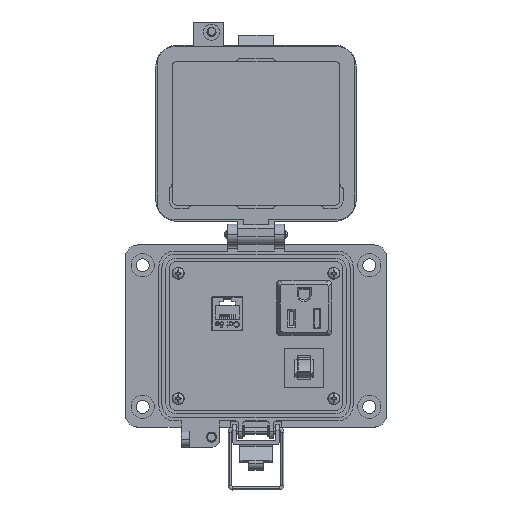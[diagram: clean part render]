
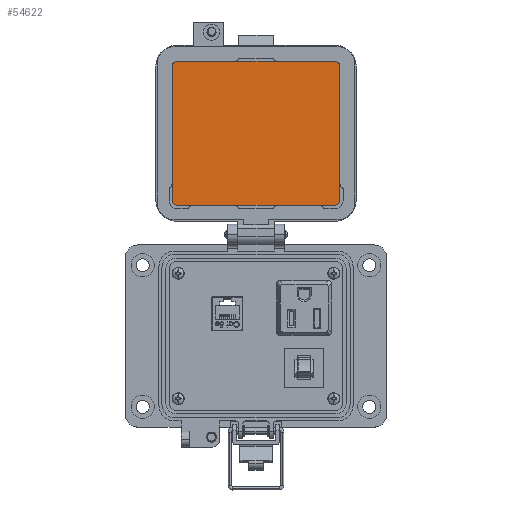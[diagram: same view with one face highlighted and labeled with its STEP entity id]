
A CAD part, top view. The second image highlights one B-rep face of the part: STEP entity #54622.
In plain terms, the highlighted planar face has unit normal (0, 0, 1).
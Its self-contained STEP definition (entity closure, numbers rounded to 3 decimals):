
#1087 = EDGE_CURVE ( 'NONE', #50900, #6641, #8035, .T. ) ;
#1281 = ORIENTED_EDGE ( 'NONE', *, *, #1087, .F. ) ;
#1289 = LINE ( 'NONE', #43663, #46028 ) ;
#2081 = EDGE_CURVE ( 'NONE', #38566, #27374, #9306, .T. ) ;
#2948 = ORIENTED_EDGE ( 'NONE', *, *, #40407, .F. ) ;
#4387 = DIRECTION ( 'NONE',  ( -1., 0., 0. ) ) ;
#6622 = CARTESIAN_POINT ( 'NONE',  ( 35.912, 57.705, 19.202 ) ) ;
#6641 = VERTEX_POINT ( 'NONE', #47937 ) ;
#7345 = ORIENTED_EDGE ( 'NONE', *, *, #51441, .F. ) ;
#7369 = FACE_OUTER_BOUND ( 'NONE', #38176, .T. ) ;
#7428 = AXIS2_PLACEMENT_3D ( 'NONE', #14030, #27120, #48731 ) ;
#8035 = CIRCLE ( 'NONE', #40528, 2.299 ) ;
#9026 = DIRECTION ( 'NONE',  ( -1., 0., 0. ) ) ;
#9306 = LINE ( 'NONE', #14878, #19440 ) ;
#9541 = CARTESIAN_POINT ( 'NONE',  ( 38.212, 93.196, 19.202 ) ) ;
#9930 = AXIS2_PLACEMENT_3D ( 'NONE', #35226, #30300, #4387 ) ;
#10248 = DIRECTION ( 'NONE',  ( 0., 1., 0. ) ) ;
#11487 = CARTESIAN_POINT ( 'NONE',  ( -42.469, 60.004, 19.202 ) ) ;
#13174 = DIRECTION ( 'NONE',  ( 0., 0., -1. ) ) ;
#13985 = CIRCLE ( 'NONE', #55882, 2.299 ) ;
#14030 = CARTESIAN_POINT ( 'NONE',  ( 35.912, 126.389, 19.202 ) ) ;
#14878 = CARTESIAN_POINT ( 'NONE',  ( -3.279, 128.688, 19.202 ) ) ;
#16398 = CARTESIAN_POINT ( 'NONE',  ( -42.469, 126.389, 19.202 ) ) ;
#17063 = ORIENTED_EDGE ( 'NONE', *, *, #25037, .F. ) ;
#18344 = VECTOR ( 'NONE', #39825, 1000. ) ;
#19006 = EDGE_CURVE ( 'NONE', #27374, #22169, #28589, .T. ) ;
#19440 = VECTOR ( 'NONE', #36508, 1000. ) ;
#20744 = DIRECTION ( 'NONE',  ( 0., -1., 0. ) ) ;
#22169 = VERTEX_POINT ( 'NONE', #55637 ) ;
#22343 = CARTESIAN_POINT ( 'NONE',  ( -42.469, 57.705, 19.202 ) ) ;
#24566 = DIRECTION ( 'NONE',  ( 1., 0., 0. ) ) ;
#24666 = AXIS2_PLACEMENT_3D ( 'NONE', #39140, #13174, #43490 ) ;
#25037 = EDGE_CURVE ( 'NONE', #22169, #44243, #52898, .T. ) ;
#25887 = VERTEX_POINT ( 'NONE', #6622 ) ;
#25966 = PLANE ( 'NONE',  #9930 ) ;
#27120 = DIRECTION ( 'NONE',  ( 0., 0., -1. ) ) ;
#27374 = VERTEX_POINT ( 'NONE', #36570 ) ;
#28589 = CIRCLE ( 'NONE', #7428, 2.299 ) ;
#30300 = DIRECTION ( 'NONE',  ( 0., 0., 1. ) ) ;
#31584 = ORIENTED_EDGE ( 'NONE', *, *, #2081, .F. ) ;
#32251 = CARTESIAN_POINT ( 'NONE',  ( 38.212, 60.004, 19.202 ) ) ;
#34835 = VERTEX_POINT ( 'NONE', #54962 ) ;
#35226 = CARTESIAN_POINT ( 'NONE',  ( 39.871, 130.108, 19.202 ) ) ;
#36257 = CARTESIAN_POINT ( 'NONE',  ( -42.469, 128.688, 19.202 ) ) ;
#36414 = VECTOR ( 'NONE', #10248, 1000. ) ;
#36508 = DIRECTION ( 'NONE',  ( 1., 0., 0. ) ) ;
#36570 = CARTESIAN_POINT ( 'NONE',  ( 35.912, 128.688, 19.202 ) ) ;
#38176 = EDGE_LOOP ( 'NONE', ( #7345, #17063, #42124, #31584, #40340, #2948, #1281, #45123 ) ) ;
#38566 = VERTEX_POINT ( 'NONE', #36257 ) ;
#39140 = CARTESIAN_POINT ( 'NONE',  ( 35.912, 60.004, 19.202 ) ) ;
#39825 = DIRECTION ( 'NONE',  ( 0., -1., 0. ) ) ;
#40340 = ORIENTED_EDGE ( 'NONE', *, *, #40657, .F. ) ;
#40407 = EDGE_CURVE ( 'NONE', #6641, #34835, #47923, .T. ) ;
#40528 = AXIS2_PLACEMENT_3D ( 'NONE', #11487, #41791, #24566 ) ;
#40657 = EDGE_CURVE ( 'NONE', #34835, #38566, #13985, .T. ) ;
#41791 = DIRECTION ( 'NONE',  ( 0., 0., -1. ) ) ;
#42124 = ORIENTED_EDGE ( 'NONE', *, *, #19006, .F. ) ;
#43490 = DIRECTION ( 'NONE',  ( 0., -1., 0. ) ) ;
#43663 = CARTESIAN_POINT ( 'NONE',  ( -3.279, 57.705, 19.202 ) ) ;
#44243 = VERTEX_POINT ( 'NONE', #32251 ) ;
#45123 = ORIENTED_EDGE ( 'NONE', *, *, #46258, .F. ) ;
#45641 = CIRCLE ( 'NONE', #24666, 2.299 ) ;
#46028 = VECTOR ( 'NONE', #9026, 1000. ) ;
#46258 = EDGE_CURVE ( 'NONE', #25887, #50900, #1289, .T. ) ;
#46762 = DIRECTION ( 'NONE',  ( 0., 0., -1. ) ) ;
#47923 = LINE ( 'NONE', #49100, #36414 ) ;
#47937 = CARTESIAN_POINT ( 'NONE',  ( -44.769, 60.004, 19.202 ) ) ;
#48731 = DIRECTION ( 'NONE',  ( 1., 0., 0. ) ) ;
#49100 = CARTESIAN_POINT ( 'NONE',  ( -44.769, 93.196, 19.202 ) ) ;
#50900 = VERTEX_POINT ( 'NONE', #22343 ) ;
#51441 = EDGE_CURVE ( 'NONE', #44243, #25887, #45641, .T. ) ;
#52898 = LINE ( 'NONE', #9541, #18344 ) ;
#54622 = ADVANCED_FACE ( 'NONE', ( #7369 ), #25966, .T. ) ;
#54962 = CARTESIAN_POINT ( 'NONE',  ( -44.769, 126.389, 19.202 ) ) ;
#55637 = CARTESIAN_POINT ( 'NONE',  ( 38.212, 126.389, 19.202 ) ) ;
#55882 = AXIS2_PLACEMENT_3D ( 'NONE', #16398, #46762, #20744 ) ;
